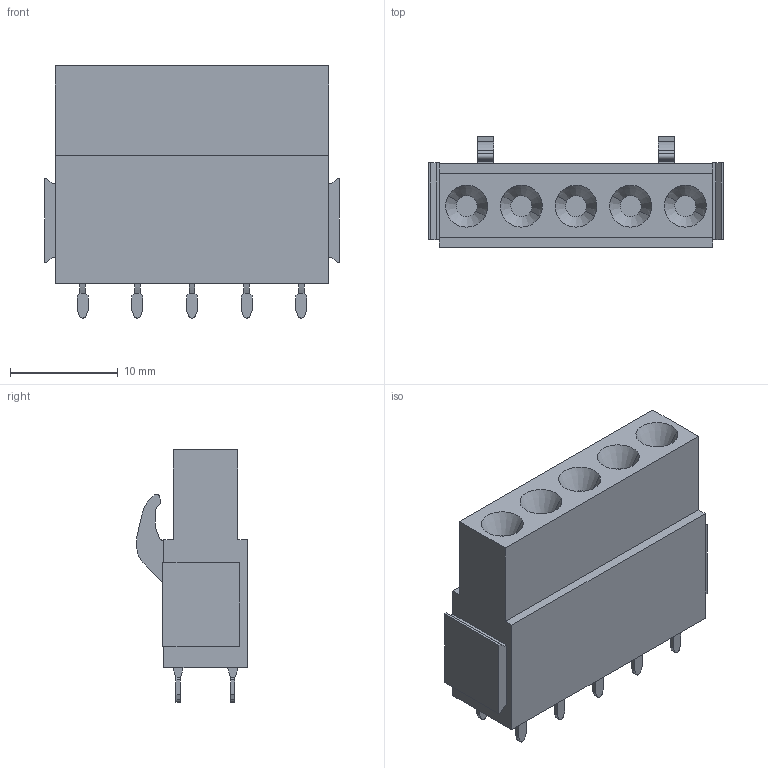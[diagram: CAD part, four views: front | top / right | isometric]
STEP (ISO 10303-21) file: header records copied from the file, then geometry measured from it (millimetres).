
FILE_DESCRIPTION(('CATIA V5 STEP Exchange','CAx-IF Rec.Pracs.--- Model Styling and Organization---1.2---2011-12-15'),'2;1');
FILE_NAME ('D1454380_0', '2018-09-01T02:54:54+00:00', ('none'), ('Weidmueller'), 'CATIA Version 5-6 Release 2014', 'CATIA V5 STEP AP214', 'none');
FILE_SCHEMA(('AUTOMOTIVE_DESIGN { 1 0 10303 214 1 1 1 1 }'));
Length unit declared in the file: millimetre
Products named in the file (1): 1682760000
Bounding box: 27.4 x 10.28 x 23.45 mm (x, y, z)
Volume: 3698.9 mm3; surface area: 2046.1 mm2
Topology: 11 solids, 11 shells, 301 faces, 732 edges, 470 vertices
Faces by surface type: plane 247, cylinder 44, cone 10
Entity records: 8068 total; most frequent: ORIENTED_EDGE 1464, CARTESIAN_POINT 1403, DIRECTION 1132, EDGE_CURVE 732, VECTOR 624, LINE 624, VERTEX_POINT 470, EDGE_LOOP 318
